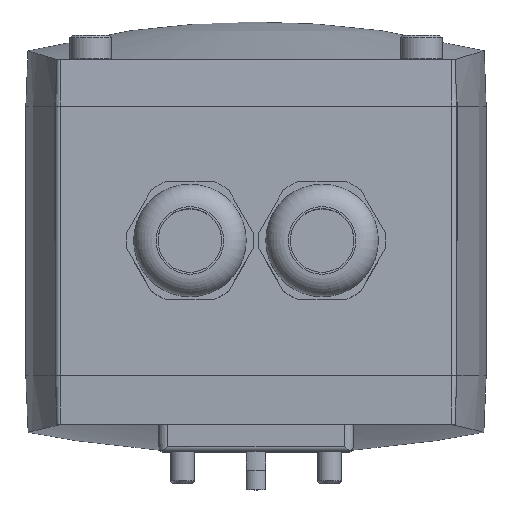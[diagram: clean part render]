
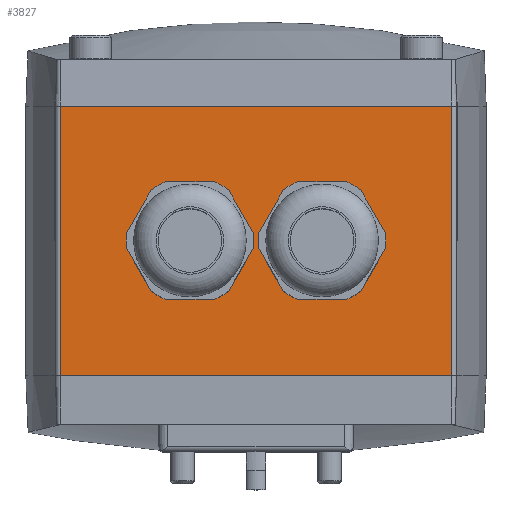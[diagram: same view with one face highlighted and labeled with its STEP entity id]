
A CAD part, top view. The second image highlights one B-rep face of the part: STEP entity #3827.
In plain terms, the highlighted face is planar.
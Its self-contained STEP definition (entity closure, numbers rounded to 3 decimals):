
#65=PLANE('',#4150);
#227=LINE('',#6100,#511);
#228=LINE('',#6103,#512);
#229=LINE('',#6105,#513);
#230=LINE('',#6107,#514);
#511=VECTOR('',#4746,1000.);
#512=VECTOR('',#4747,1000.);
#513=VECTOR('',#4748,1000.);
#514=VECTOR('',#4749,1000.);
#978=ORIENTED_EDGE('',*,*,#2068,.T.);
#979=ORIENTED_EDGE('',*,*,#2069,.T.);
#980=ORIENTED_EDGE('',*,*,#2070,.T.);
#981=ORIENTED_EDGE('',*,*,#2071,.T.);
#982=ORIENTED_EDGE('',*,*,#2072,.T.);
#983=ORIENTED_EDGE('',*,*,#2073,.T.);
#2068=EDGE_CURVE('',#2607,#2607,#2925,.T.);
#2069=EDGE_CURVE('',#2608,#2608,#2926,.T.);
#2070=EDGE_CURVE('',#2609,#2610,#227,.T.);
#2071=EDGE_CURVE('',#2610,#2611,#228,.T.);
#2072=EDGE_CURVE('',#2611,#2612,#229,.T.);
#2073=EDGE_CURVE('',#2612,#2609,#230,.T.);
#2607=VERTEX_POINT('',#6097);
#2608=VERTEX_POINT('',#6099);
#2609=VERTEX_POINT('',#6101);
#2610=VERTEX_POINT('',#6102);
#2611=VERTEX_POINT('',#6104);
#2612=VERTEX_POINT('',#6106);
#2925=CIRCLE('',#4151,10.688);
#2926=CIRCLE('',#4152,10.688);
#3127=EDGE_LOOP('',(#978));
#3128=EDGE_LOOP('',(#979));
#3129=EDGE_LOOP('',(#980,#981,#982,#983));
#3445=FACE_BOUND('',#3127,.T.);
#3446=FACE_BOUND('',#3128,.T.);
#3447=FACE_BOUND('',#3129,.T.);
#3827=ADVANCED_FACE('',(#3445,#3446,#3447),#65,.F.);
#4150=AXIS2_PLACEMENT_3D('',#6095,#4740,#4741);
#4151=AXIS2_PLACEMENT_3D('',#6096,#4742,#4743);
#4152=AXIS2_PLACEMENT_3D('',#6098,#4744,#4745);
#4740=DIRECTION('',(1.,0.,0.));
#4741=DIRECTION('',(0.,0.,-1.));
#4742=DIRECTION('',(1.,0.,0.));
#4743=DIRECTION('',(0.,0.,-1.));
#4744=DIRECTION('',(1.,0.,0.));
#4745=DIRECTION('',(0.,0.,-1.));
#4746=DIRECTION('',(0.,1.,0.));
#4747=DIRECTION('',(0.,0.,-1.));
#4748=DIRECTION('',(0.,-1.,0.));
#4749=DIRECTION('',(0.,0.,1.));
#6095=CARTESIAN_POINT('',(-60.,27.5,-41.));
#6096=CARTESIAN_POINT('',(-60.,0.,-13.5));
#6097=CARTESIAN_POINT('',(-60.,0.,-24.188));
#6098=CARTESIAN_POINT('',(-60.,0.,13.5));
#6099=CARTESIAN_POINT('',(-60.,0.,2.812));
#6100=CARTESIAN_POINT('',(-60.,-27.5,40.));
#6101=CARTESIAN_POINT('',(-60.,-27.5,40.));
#6102=CARTESIAN_POINT('',(-60.,27.5,40.));
#6103=CARTESIAN_POINT('',(-60.,27.5,60.));
#6104=CARTESIAN_POINT('',(-60.,27.5,-40.));
#6105=CARTESIAN_POINT('',(-60.,27.5,-40.));
#6106=CARTESIAN_POINT('',(-60.,-27.5,-40.));
#6107=CARTESIAN_POINT('',(-60.,-27.5,-41.));
